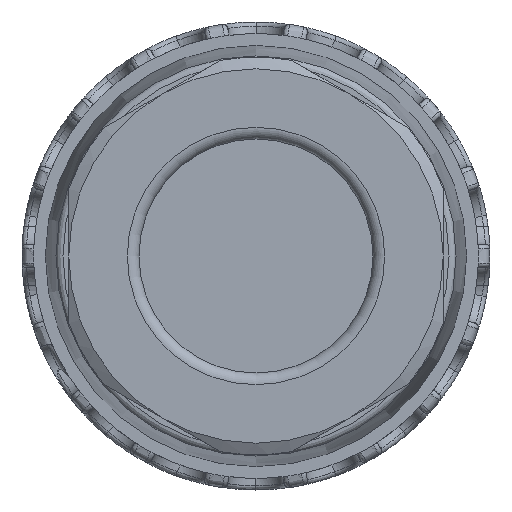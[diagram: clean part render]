
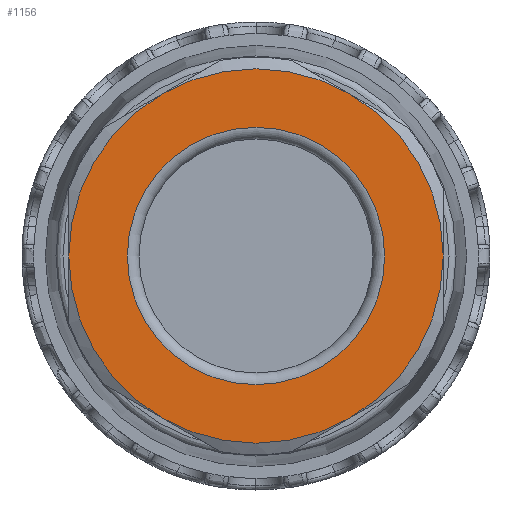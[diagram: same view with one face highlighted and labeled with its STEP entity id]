
A CAD part, front view. The second image highlights one B-rep face of the part: STEP entity #1156.
In plain terms, the highlighted planar face has unit normal (0, -1, 0).
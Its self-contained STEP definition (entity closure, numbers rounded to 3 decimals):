
#1156=ADVANCED_FACE('',(#1377,#1378),#1299,.T.);
#1299=PLANE('',#6187);
#1377=FACE_BOUND('',#1692,.T.);
#1378=FACE_BOUND('',#1693,.T.);
#1692=EDGE_LOOP('',(#3767));
#1693=EDGE_LOOP('',(#3768,#3769,#3770,#3771,#3772,#3773));
#3767=ORIENTED_EDGE('',*,*,#5383,.T.);
#3768=ORIENTED_EDGE('',*,*,#5354,.T.);
#3769=ORIENTED_EDGE('',*,*,#5356,.T.);
#3770=ORIENTED_EDGE('',*,*,#5364,.T.);
#3771=ORIENTED_EDGE('',*,*,#5368,.T.);
#3772=ORIENTED_EDGE('',*,*,#5374,.T.);
#3773=ORIENTED_EDGE('',*,*,#5380,.T.);
#4559=VERTEX_POINT('',#12422);
#4560=VERTEX_POINT('',#12424);
#4561=VERTEX_POINT('',#12431);
#4564=VERTEX_POINT('',#12455);
#4567=VERTEX_POINT('',#12465);
#4570=VERTEX_POINT('',#12482);
#4573=VERTEX_POINT('',#12509);
#5354=EDGE_CURVE('',#4560,#4559,#5745,.T.);
#5356=EDGE_CURVE('',#4559,#4561,#5746,.T.);
#5364=EDGE_CURVE('',#4561,#4564,#5748,.T.);
#5368=EDGE_CURVE('',#4564,#4567,#5750,.T.);
#5374=EDGE_CURVE('',#4567,#4570,#5752,.T.);
#5380=EDGE_CURVE('',#4570,#4560,#5754,.T.);
#5383=EDGE_CURVE('',#4573,#4573,#5755,.T.);
#5745=CIRCLE('',#6166,8.);
#5746=CIRCLE('',#6168,8.);
#5748=CIRCLE('',#6172,8.);
#5750=CIRCLE('',#6176,8.);
#5752=CIRCLE('',#6180,8.);
#5754=CIRCLE('',#6184,8.);
#5755=CIRCLE('',#6186,5.5);
#6166=AXIS2_PLACEMENT_3D('',#12423,#7241,#7242);
#6168=AXIS2_PLACEMENT_3D('',#12430,#7245,#7246);
#6172=AXIS2_PLACEMENT_3D('',#12456,#7255,#7256);
#6176=AXIS2_PLACEMENT_3D('',#12464,#7265,#7266);
#6180=AXIS2_PLACEMENT_3D('',#12481,#7275,#7276);
#6184=AXIS2_PLACEMENT_3D('',#12498,#7285,#7286);
#6186=AXIS2_PLACEMENT_3D('',#12508,#7289,#7290);
#6187=AXIS2_PLACEMENT_3D('',#12510,#7291,#7292);
#7241=DIRECTION('',(0.,-1.,0.));
#7242=DIRECTION('',(0.866,0.,-0.5));
#7245=DIRECTION('',(0.,-1.,0.));
#7246=DIRECTION('',(0.866,0.,-0.5));
#7255=DIRECTION('',(0.,-1.,0.));
#7256=DIRECTION('',(0.866,0.,-0.5));
#7265=DIRECTION('',(0.,-1.,0.));
#7266=DIRECTION('',(0.866,0.,-0.5));
#7275=DIRECTION('',(0.,-1.,0.));
#7276=DIRECTION('',(0.866,0.,-0.5));
#7285=DIRECTION('',(0.,-1.,0.));
#7286=DIRECTION('',(0.866,0.,-0.5));
#7289=DIRECTION('',(0.,1.,0.));
#7290=DIRECTION('',(0.866,0.,-0.5));
#7291=DIRECTION('',(0.,-1.,0.));
#7292=DIRECTION('',(0.866,0.,-0.5));
#12422=CARTESIAN_POINT('',(4.,-29.458,6.928));
#12423=CARTESIAN_POINT('',(0.,-29.458,0.));
#12424=CARTESIAN_POINT('',(8.,-29.458,0.));
#12430=CARTESIAN_POINT('',(0.,-29.458,0.));
#12431=CARTESIAN_POINT('',(-4.,-29.458,6.928));
#12455=CARTESIAN_POINT('',(-8.,-29.458,0.));
#12456=CARTESIAN_POINT('',(0.,-29.458,0.));
#12464=CARTESIAN_POINT('',(0.,-29.458,0.));
#12465=CARTESIAN_POINT('',(-4.,-29.458,-6.928));
#12481=CARTESIAN_POINT('',(0.,-29.458,0.));
#12482=CARTESIAN_POINT('',(4.,-29.458,-6.928));
#12498=CARTESIAN_POINT('',(0.,-29.458,0.));
#12508=CARTESIAN_POINT('',(0.,-29.458,0.));
#12509=CARTESIAN_POINT('',(4.763,-29.458,-2.75));
#12510=CARTESIAN_POINT('',(-7.361,-29.458,4.25));
